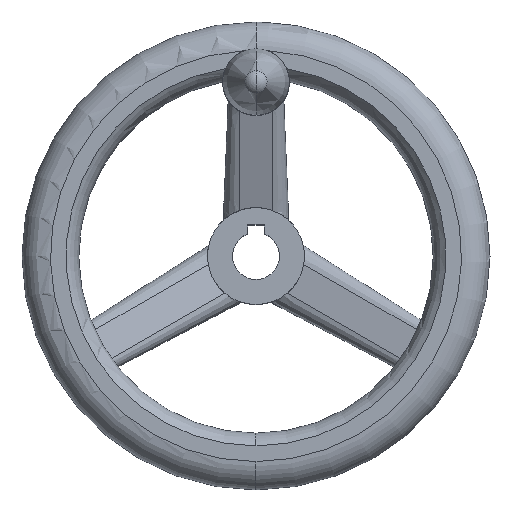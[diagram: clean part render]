
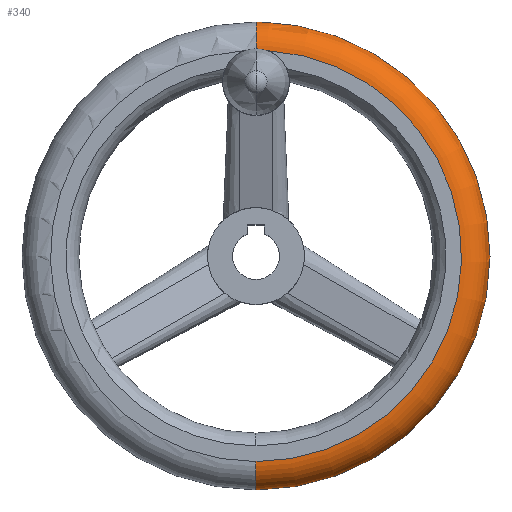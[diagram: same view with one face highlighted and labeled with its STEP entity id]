
A CAD part, top view. The second image highlights one B-rep face of the part: STEP entity #340.
In plain terms, the highlighted toroidal (fillet/blend) face has major radius 61.5 mm and minor radius 8.5 mm.
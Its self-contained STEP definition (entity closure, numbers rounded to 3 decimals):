
#280=VERTEX_POINT('',#804);
#340=ADVANCED_FACE('',(#870),#871,.T.);
#352=VERTEX_POINT('',#884);
#362=EDGE_CURVE('',#280,#352,#895,.T.);
#368=EDGE_CURVE('',#758,#280,#902,.T.);
#436=VERTEX_POINT('',#979);
#440=EDGE_CURVE('',#454,#436,#983,.T.);
#454=VERTEX_POINT('',#1000);
#746=EDGE_CURVE('',#436,#758,#1322,.T.);
#758=VERTEX_POINT('',#1335);
#770=EDGE_CURVE('',#352,#454,#1347,.T.);
#804=CARTESIAN_POINT('',(3.394,61.406,39.));
#870=FACE_OUTER_BOUND('',#1490,.T.);
#871=TOROIDAL_SURFACE('',#1491,61.5,8.5);
#884=CARTESIAN_POINT('',(0.,-61.5,39.0));
#895=CIRCLE('',#1531,61.5);
#902=CIRCLE('',#1565,61.5);
#979=CARTESIAN_POINT('',(0.,70.0,30.5));
#983=CIRCLE('',#1738,70.0);
#1000=CARTESIAN_POINT('',(0.,-70.,30.5));
#1322=CIRCLE('',#2366,8.5);
#1335=CARTESIAN_POINT('',(0.,61.5,39.0));
#1347=CIRCLE('',#2422,8.5);
#1490=EDGE_LOOP('',(#2529,#2530,#2531,#2532,#2533));
#1491=AXIS2_PLACEMENT_3D('',#2534,#2535,#2536);
#1531=AXIS2_PLACEMENT_3D('',#2563,#2564,#2565);
#1565=AXIS2_PLACEMENT_3D('',#2575,#2576,#2577);
#1738=AXIS2_PLACEMENT_3D('',#2674,#2675,#2676);
#2366=AXIS2_PLACEMENT_3D('',#3075,#3076,#3077);
#2422=AXIS2_PLACEMENT_3D('',#3095,#3096,#3097);
#2529=ORIENTED_EDGE('',*,*,#440,.T.);
#2530=ORIENTED_EDGE('',*,*,#746,.T.);
#2531=ORIENTED_EDGE('',*,*,#368,.T.);
#2532=ORIENTED_EDGE('',*,*,#362,.T.);
#2533=ORIENTED_EDGE('',*,*,#770,.T.);
#2534=CARTESIAN_POINT('',(0.,0.,30.5));
#2535=DIRECTION('',(0.,0.,1.0));
#2536=DIRECTION('',(0.,1.0,0.0));
#2563=CARTESIAN_POINT('',(0.,0.,39.0));
#2564=DIRECTION('',(0.,0.,-1.0));
#2565=DIRECTION('',(0.,1.0,0.));
#2575=CARTESIAN_POINT('',(0.,0.,39.0));
#2576=DIRECTION('',(0.,0.,-1.0));
#2577=DIRECTION('',(0.,1.0,0.));
#2674=CARTESIAN_POINT('',(0.,0.,30.5));
#2675=DIRECTION('',(0.,0.,1.0));
#2676=DIRECTION('',(1.0,0.0,0.));
#3075=CARTESIAN_POINT('',(0.,61.5,30.5));
#3076=DIRECTION('',(1.0,0.,0.));
#3077=DIRECTION('',(0.,1.0,0.));
#3095=CARTESIAN_POINT('',(0.,-61.5,30.5));
#3096=DIRECTION('',(1.0,0.,0.));
#3097=DIRECTION('',(0.,-1.0,0.));
